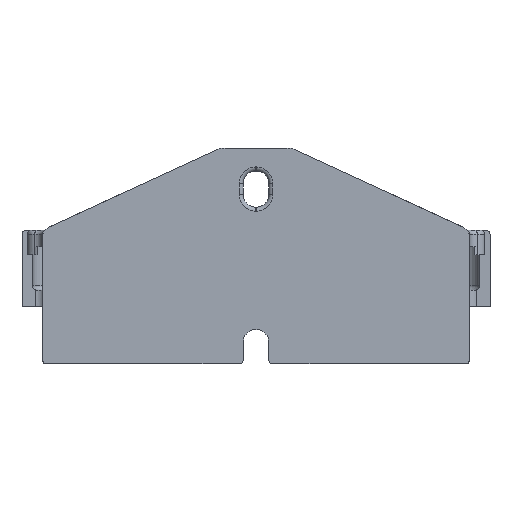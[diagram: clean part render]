
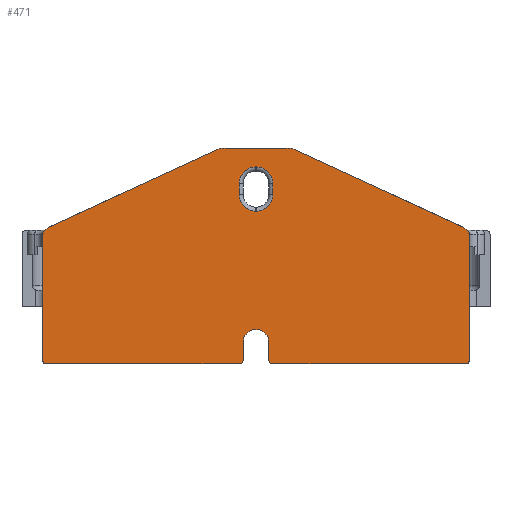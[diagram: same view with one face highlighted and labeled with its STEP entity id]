
A CAD part, front view. The second image highlights one B-rep face of the part: STEP entity #471.
In plain terms, the highlighted planar face has unit normal (0, -1, 0).
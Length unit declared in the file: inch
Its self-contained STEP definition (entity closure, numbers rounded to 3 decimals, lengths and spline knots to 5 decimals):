
#262=FACE_BOUND('',#1754,.T.);
#263=FACE_BOUND('',#1755,.T.);
#298=PLANE('',#8668);
#471=ADVANCED_FACE('',(#262,#263),#298,.T.);
#1754=EDGE_LOOP('',(#3294,#3295,#3296,#3297,#3298,#3299,#3300,#3301,#3302,
#3303,#3304,#3305,#3306,#3307,#3308,#3309,#3310,#3311));
#1755=EDGE_LOOP('',(#3312,#3313,#3314,#3315,#3316,#3317,#3318,#3319));
#2385=CIRCLE('',#8655,0.025);
#2386=CIRCLE('',#8656,0.0625);
#2387=CIRCLE('',#8657,0.125);
#2388=CIRCLE('',#8658,0.125);
#2389=CIRCLE('',#8659,0.0625);
#2390=CIRCLE('',#8660,0.025);
#2391=CIRCLE('',#8661,0.025);
#2392=CIRCLE('',#8662,0.078);
#2393=CIRCLE('',#8663,0.025);
#2394=CIRCLE('',#8664,0.1025);
#2395=CIRCLE('',#8665,0.1025);
#2396=CIRCLE('',#8666,0.1025);
#2397=CIRCLE('',#8667,0.1025);
#3294=ORIENTED_EDGE('',*,*,#6516,.F.);
#3295=ORIENTED_EDGE('',*,*,#6541,.T.);
#3296=ORIENTED_EDGE('',*,*,#6470,.F.);
#3297=ORIENTED_EDGE('',*,*,#6542,.T.);
#3298=ORIENTED_EDGE('',*,*,#6543,.T.);
#3299=ORIENTED_EDGE('',*,*,#6544,.T.);
#3300=ORIENTED_EDGE('',*,*,#6545,.F.);
#3301=ORIENTED_EDGE('',*,*,#6546,.T.);
#3302=ORIENTED_EDGE('',*,*,#6547,.T.);
#3303=ORIENTED_EDGE('',*,*,#6548,.T.);
#3304=ORIENTED_EDGE('',*,*,#6468,.F.);
#3305=ORIENTED_EDGE('',*,*,#6549,.T.);
#3306=ORIENTED_EDGE('',*,*,#6550,.F.);
#3307=ORIENTED_EDGE('',*,*,#6551,.T.);
#3308=ORIENTED_EDGE('',*,*,#6552,.T.);
#3309=ORIENTED_EDGE('',*,*,#6553,.T.);
#3310=ORIENTED_EDGE('',*,*,#6554,.F.);
#3311=ORIENTED_EDGE('',*,*,#6555,.T.);
#3312=ORIENTED_EDGE('',*,*,#6556,.T.);
#3313=ORIENTED_EDGE('',*,*,#6557,.T.);
#3314=ORIENTED_EDGE('',*,*,#6558,.T.);
#3315=ORIENTED_EDGE('',*,*,#6559,.T.);
#3316=ORIENTED_EDGE('',*,*,#6560,.T.);
#3317=ORIENTED_EDGE('',*,*,#6561,.T.);
#3318=ORIENTED_EDGE('',*,*,#6562,.T.);
#3319=ORIENTED_EDGE('',*,*,#6563,.T.);
#5728=VERTEX_POINT('',#12982);
#5729=VERTEX_POINT('',#12984);
#5730=VERTEX_POINT('',#12988);
#5731=VERTEX_POINT('',#12989);
#5773=VERTEX_POINT('',#13086);
#5774=VERTEX_POINT('',#13088);
#5798=VERTEX_POINT('',#13140);
#5799=VERTEX_POINT('',#13142);
#5800=VERTEX_POINT('',#13144);
#5801=VERTEX_POINT('',#13146);
#5802=VERTEX_POINT('',#13148);
#5803=VERTEX_POINT('',#13150);
#5804=VERTEX_POINT('',#13153);
#5805=VERTEX_POINT('',#13155);
#5806=VERTEX_POINT('',#13157);
#5807=VERTEX_POINT('',#13159);
#5808=VERTEX_POINT('',#13161);
#5809=VERTEX_POINT('',#13163);
#5810=VERTEX_POINT('',#13166);
#5811=VERTEX_POINT('',#13167);
#5812=VERTEX_POINT('',#13169);
#5813=VERTEX_POINT('',#13171);
#5814=VERTEX_POINT('',#13173);
#5815=VERTEX_POINT('',#13175);
#5816=VERTEX_POINT('',#13177);
#5817=VERTEX_POINT('',#13179);
#6468=EDGE_CURVE('',#5728,#5729,#7620,.T.);
#6470=EDGE_CURVE('',#5730,#5731,#7622,.T.);
#6516=EDGE_CURVE('',#5773,#5774,#7658,.T.);
#6541=EDGE_CURVE('',#5773,#5731,#2385,.T.);
#6542=EDGE_CURVE('',#5730,#5798,#2386,.T.);
#6543=EDGE_CURVE('',#5798,#5799,#7674,.T.);
#6544=EDGE_CURVE('',#5799,#5800,#2387,.T.);
#6545=EDGE_CURVE('',#5801,#5800,#7675,.T.);
#6546=EDGE_CURVE('',#5801,#5802,#2388,.T.);
#6547=EDGE_CURVE('',#5802,#5803,#7676,.T.);
#6548=EDGE_CURVE('',#5803,#5729,#2389,.T.);
#6549=EDGE_CURVE('',#5728,#5804,#2390,.T.);
#6550=EDGE_CURVE('',#5805,#5804,#7677,.T.);
#6551=EDGE_CURVE('',#5805,#5806,#2391,.T.);
#6552=EDGE_CURVE('',#5806,#5807,#7678,.T.);
#6553=EDGE_CURVE('',#5807,#5808,#2392,.T.);
#6554=EDGE_CURVE('',#5809,#5808,#7679,.T.);
#6555=EDGE_CURVE('',#5809,#5774,#2393,.T.);
#6556=EDGE_CURVE('',#5810,#5811,#2394,.T.);
#6557=EDGE_CURVE('',#5811,#5812,#7680,.T.);
#6558=EDGE_CURVE('',#5812,#5813,#2395,.T.);
#6559=EDGE_CURVE('',#5813,#5814,#7681,.T.);
#6560=EDGE_CURVE('',#5814,#5815,#2396,.T.);
#6561=EDGE_CURVE('',#5815,#5816,#7682,.T.);
#6562=EDGE_CURVE('',#5816,#5817,#2397,.T.);
#6563=EDGE_CURVE('',#5817,#5810,#7683,.T.);
#7620=LINE('',#12983,#8109);
#7622=LINE('',#12987,#8111);
#7658=LINE('',#13087,#8147);
#7674=LINE('',#13141,#8163);
#7675=LINE('',#13145,#8164);
#7676=LINE('',#13149,#8165);
#7677=LINE('',#13154,#8166);
#7678=LINE('',#13158,#8167);
#7679=LINE('',#13162,#8168);
#7680=LINE('',#13168,#8169);
#7681=LINE('',#13172,#8170);
#7682=LINE('',#13176,#8171);
#7683=LINE('',#13180,#8172);
#8109=VECTOR('',#9995,1.);
#8111=VECTOR('',#9999,1.);
#8147=VECTOR('',#10067,1.);
#8163=VECTOR('',#10109,1.);
#8164=VECTOR('',#10112,1.);
#8165=VECTOR('',#10115,1.);
#8166=VECTOR('',#10120,1.);
#8167=VECTOR('',#10123,1.);
#8168=VECTOR('',#10126,1.);
#8169=VECTOR('',#10131,1.);
#8170=VECTOR('',#10134,1.);
#8171=VECTOR('',#10137,1.);
#8172=VECTOR('',#10140,1.);
#8655=AXIS2_PLACEMENT_3D('',#13138,#10105,#10106);
#8656=AXIS2_PLACEMENT_3D('',#13139,#10107,#10108);
#8657=AXIS2_PLACEMENT_3D('',#13143,#10110,#10111);
#8658=AXIS2_PLACEMENT_3D('',#13147,#10113,#10114);
#8659=AXIS2_PLACEMENT_3D('',#13151,#10116,#10117);
#8660=AXIS2_PLACEMENT_3D('',#13152,#10118,#10119);
#8661=AXIS2_PLACEMENT_3D('',#13156,#10121,#10122);
#8662=AXIS2_PLACEMENT_3D('',#13160,#10124,#10125);
#8663=AXIS2_PLACEMENT_3D('',#13164,#10127,#10128);
#8664=AXIS2_PLACEMENT_3D('',#13165,#10129,#10130);
#8665=AXIS2_PLACEMENT_3D('',#13170,#10132,#10133);
#8666=AXIS2_PLACEMENT_3D('',#13174,#10135,#10136);
#8667=AXIS2_PLACEMENT_3D('',#13178,#10138,#10139);
#8668=AXIS2_PLACEMENT_3D('',#13181,#10141,#10142);
#9995=DIRECTION('',(0.,0.,1.));
#9999=DIRECTION('',(0.,0.,-1.));
#10067=DIRECTION('',(-1.,0.,0.));
#10105=DIRECTION('',(0.,-1.,0.));
#10106=DIRECTION('',(0.,0.,-1.));
#10107=DIRECTION('',(0.,-1.,0.));
#10108=DIRECTION('',(0.,0.,-1.));
#10109=DIRECTION('',(-0.908,0.,0.419));
#10110=DIRECTION('',(0.,-1.,0.));
#10111=DIRECTION('',(0.,0.,-1.));
#10112=DIRECTION('',(1.,0.,0.));
#10113=DIRECTION('',(0.,-1.,0.));
#10114=DIRECTION('',(0.,0.,-1.));
#10115=DIRECTION('',(-0.908,0.,-0.419));
#10116=DIRECTION('',(0.,-1.,0.));
#10117=DIRECTION('',(0.,0.,-1.));
#10118=DIRECTION('',(0.,-1.,0.));
#10119=DIRECTION('',(0.,0.,-1.));
#10120=DIRECTION('',(-1.,0.,0.));
#10121=DIRECTION('',(0.,-1.,0.));
#10122=DIRECTION('',(0.,0.,-1.));
#10123=DIRECTION('',(0.,0.,1.));
#10124=DIRECTION('',(0.,1.,0.));
#10125=DIRECTION('',(0.,0.,-1.));
#10126=DIRECTION('',(0.,0.,1.));
#10127=DIRECTION('',(0.,-1.,0.));
#10128=DIRECTION('',(0.,0.,-1.));
#10129=DIRECTION('',(0.,1.,0.));
#10130=DIRECTION('',(0.,0.,-1.));
#10131=DIRECTION('',(-1.,0.,0.));
#10132=DIRECTION('',(0.,1.,0.));
#10133=DIRECTION('',(0.,0.,-1.));
#10134=DIRECTION('',(0.,0.,1.));
#10135=DIRECTION('',(0.,1.,0.));
#10136=DIRECTION('',(0.,0.,-1.));
#10137=DIRECTION('',(1.,0.,0.));
#10138=DIRECTION('',(0.,1.,0.));
#10139=DIRECTION('',(0.,0.,-1.));
#10140=DIRECTION('',(0.,0.,-1.));
#10141=DIRECTION('',(0.,-1.,0.));
#10142=DIRECTION('',(0.,0.,-1.));
#12982=CARTESIAN_POINT('',(0.02722,-1.84322,-0.425));
#12983=CARTESIAN_POINT('',(0.02722,-1.84322,0.1325));
#12984=CARTESIAN_POINT('',(0.02722,-1.84322,0.32498));
#12987=CARTESIAN_POINT('',(2.62722,-1.84322,0.1325));
#12988=CARTESIAN_POINT('',(2.62722,-1.84322,0.32498));
#12989=CARTESIAN_POINT('',(2.62722,-1.84322,-0.425));
#13086=CARTESIAN_POINT('',(2.60222,-1.84322,-0.45));
#13087=CARTESIAN_POINT('',(1.54222,-1.84322,-0.45));
#13088=CARTESIAN_POINT('',(1.43022,-1.84322,-0.45));
#13138=CARTESIAN_POINT('',(2.60222,-1.84322,-0.425));
#13139=CARTESIAN_POINT('',(2.56472,-1.84322,0.32498));
#13140=CARTESIAN_POINT('',(2.59088,-1.84322,0.38175));
#13141=CARTESIAN_POINT('',(1.54222,-1.84322,0.865));
#13142=CARTESIAN_POINT('',(1.56712,-1.84322,0.85353));
#13143=CARTESIAN_POINT('',(1.5148,-1.84322,0.74));
#13144=CARTESIAN_POINT('',(1.5148,-1.84322,0.865));
#13145=CARTESIAN_POINT('',(1.11222,-1.84322,0.865));
#13146=CARTESIAN_POINT('',(1.13963,-1.84322,0.865));
#13147=CARTESIAN_POINT('',(1.13963,-1.84322,0.74));
#13148=CARTESIAN_POINT('',(1.08732,-1.84322,0.85353));
#13149=CARTESIAN_POINT('',(0.02722,-1.84322,0.365));
#13150=CARTESIAN_POINT('',(0.06356,-1.84322,0.38175));
#13151=CARTESIAN_POINT('',(0.08972,-1.84322,0.32498));
#13152=CARTESIAN_POINT('',(0.05222,-1.84322,-0.425));
#13153=CARTESIAN_POINT('',(0.05222,-1.84322,-0.45));
#13154=CARTESIAN_POINT('',(1.54222,-1.84322,-0.45));
#13155=CARTESIAN_POINT('',(1.22422,-1.84322,-0.45));
#13156=CARTESIAN_POINT('',(1.22422,-1.84322,-0.425));
#13157=CARTESIAN_POINT('',(1.24922,-1.84322,-0.425));
#13158=CARTESIAN_POINT('',(1.24922,-1.84322,-0.24));
#13159=CARTESIAN_POINT('',(1.24922,-1.84322,-0.318));
#13160=CARTESIAN_POINT('',(1.32722,-1.84322,-0.318));
#13161=CARTESIAN_POINT('',(1.40522,-1.84322,-0.318));
#13162=CARTESIAN_POINT('',(1.40522,-1.84322,-0.24));
#13163=CARTESIAN_POINT('',(1.40522,-1.84322,-0.425));
#13164=CARTESIAN_POINT('',(1.43022,-1.84322,-0.425));
#13165=CARTESIAN_POINT('',(1.32772,-1.84322,0.5825));
#13166=CARTESIAN_POINT('',(1.43022,-1.84322,0.5825));
#13167=CARTESIAN_POINT('',(1.32772,-1.84322,0.48));
#13168=CARTESIAN_POINT('',(1.32672,-1.84322,0.48));
#13169=CARTESIAN_POINT('',(1.32672,-1.84322,0.48));
#13170=CARTESIAN_POINT('',(1.32672,-1.84322,0.5825));
#13171=CARTESIAN_POINT('',(1.22422,-1.84322,0.5825));
#13172=CARTESIAN_POINT('',(1.22422,-1.84322,0.6475));
#13173=CARTESIAN_POINT('',(1.22422,-1.84322,0.6475));
#13174=CARTESIAN_POINT('',(1.32672,-1.84322,0.6475));
#13175=CARTESIAN_POINT('',(1.32672,-1.84322,0.75));
#13176=CARTESIAN_POINT('',(1.32772,-1.84322,0.75));
#13177=CARTESIAN_POINT('',(1.32772,-1.84322,0.75));
#13178=CARTESIAN_POINT('',(1.32772,-1.84322,0.6475));
#13179=CARTESIAN_POINT('',(1.43022,-1.84322,0.6475));
#13180=CARTESIAN_POINT('',(1.43022,-1.84322,0.5825));
#13181=CARTESIAN_POINT('',(1.32722,-1.84322,0.1325));
